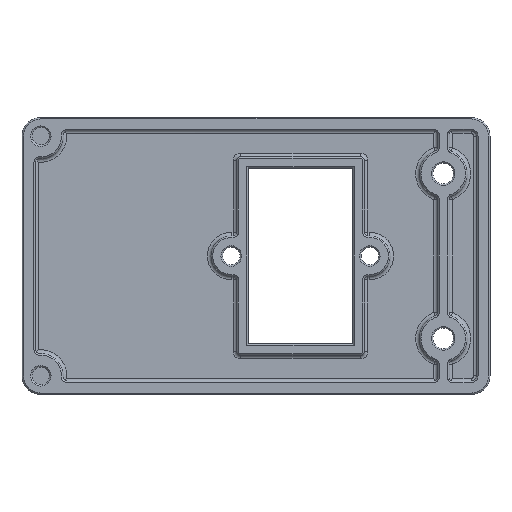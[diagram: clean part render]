
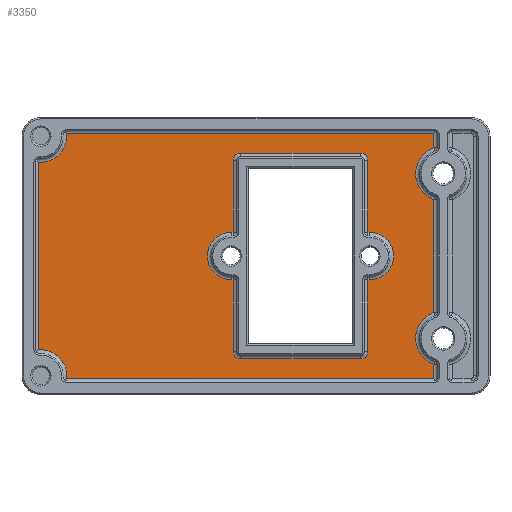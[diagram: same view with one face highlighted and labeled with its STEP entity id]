
A CAD part, front view. The second image highlights one B-rep face of the part: STEP entity #3350.
In plain terms, the highlighted planar face has unit normal (0, -1, 0).
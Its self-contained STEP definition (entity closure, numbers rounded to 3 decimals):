
#147=FACE_BOUND('',#535,.T.);
#186=PLANE('',#3656);
#307=FACE_OUTER_BOUND('',#534,.T.);
#534=EDGE_LOOP('',(#2570,#2571,#2572,#2573,#2574,#2575,#2576,#2577,#2578,
#2579));
#535=EDGE_LOOP('',(#2580,#2581,#2582,#2583,#2584,#2585,#2586,#2587,#2588,
#2589,#2590,#2591,#2592,#2593,#2594,#2595));
#776=LINE('',#5332,#1060);
#778=LINE('',#5352,#1062);
#780=LINE('',#5361,#1064);
#784=LINE('',#5380,#1068);
#788=LINE('',#5399,#1072);
#792=LINE('',#5405,#1076);
#794=LINE('',#5410,#1078);
#795=LINE('',#5416,#1079);
#796=LINE('',#5418,#1080);
#797=LINE('',#5420,#1081);
#800=LINE('',#5430,#1084);
#801=LINE('',#5434,#1085);
#802=LINE('',#5436,#1086);
#803=LINE('',#5440,#1087);
#804=LINE('',#5444,#1088);
#805=LINE('',#5446,#1089);
#1060=VECTOR('',#4221,10.);
#1062=VECTOR('',#4245,10.);
#1064=VECTOR('',#4257,10.);
#1068=VECTOR('',#4281,10.);
#1072=VECTOR('',#4305,10.);
#1076=VECTOR('',#4313,10.);
#1078=VECTOR('',#4319,10.);
#1079=VECTOR('',#4328,10.);
#1080=VECTOR('',#4331,10.);
#1081=VECTOR('',#4334,10.);
#1084=VECTOR('',#4347,30.176);
#1085=VECTOR('',#4350,3.783);
#1086=VECTOR('',#4351,98.085);
#1087=VECTOR('',#4354,50.17);
#1088=VECTOR('',#4357,98.085);
#1089=VECTOR('',#4358,3.783);
#1291=CIRCLE('',#3598,2.);
#1297=CIRCLE('',#3608,2.);
#1305=CIRCLE('',#3619,6.35);
#1309=CIRCLE('',#3627,2.);
#1315=CIRCLE('',#3637,2.);
#1321=CIRCLE('',#3648,6.35);
#1322=CIRCLE('',#3657,7.35);
#1323=CIRCLE('',#3658,6.95);
#1324=CIRCLE('',#3659,6.95);
#1325=CIRCLE('',#3660,7.35);
#1527=VERTEX_POINT('',#5320);
#1528=VERTEX_POINT('',#5321);
#1529=VERTEX_POINT('',#5326);
#1531=VERTEX_POINT('',#5336);
#1532=VERTEX_POINT('',#5337);
#1533=VERTEX_POINT('',#5342);
#1537=VERTEX_POINT('',#5350);
#1539=VERTEX_POINT('',#5356);
#1540=VERTEX_POINT('',#5367);
#1541=VERTEX_POINT('',#5371);
#1542=VERTEX_POINT('',#5372);
#1545=VERTEX_POINT('',#5386);
#1546=VERTEX_POINT('',#5390);
#1547=VERTEX_POINT('',#5391);
#1550=VERTEX_POINT('',#5408);
#1551=VERTEX_POINT('',#5412);
#1552=VERTEX_POINT('',#5428);
#1553=VERTEX_POINT('',#5429);
#1554=VERTEX_POINT('',#5431);
#1555=VERTEX_POINT('',#5433);
#1556=VERTEX_POINT('',#5435);
#1557=VERTEX_POINT('',#5437);
#1558=VERTEX_POINT('',#5439);
#1559=VERTEX_POINT('',#5441);
#1560=VERTEX_POINT('',#5443);
#1561=VERTEX_POINT('',#5445);
#1861=EDGE_CURVE('',#1527,#1528,#1291,.T.);
#1867=EDGE_CURVE('',#1529,#1527,#776,.T.);
#1869=EDGE_CURVE('',#1531,#1532,#1297,.T.);
#1876=EDGE_CURVE('',#1537,#1529,#778,.T.);
#1879=EDGE_CURVE('',#1539,#1537,#1305,.T.);
#1881=EDGE_CURVE('',#1533,#1539,#780,.T.);
#1887=EDGE_CURVE('',#1541,#1542,#1309,.T.);
#1891=EDGE_CURVE('',#1542,#1533,#784,.T.);
#1897=EDGE_CURVE('',#1546,#1547,#1315,.T.);
#1901=EDGE_CURVE('',#1547,#1541,#788,.T.);
#1905=EDGE_CURVE('',#1545,#1546,#792,.T.);
#1908=EDGE_CURVE('',#1550,#1545,#794,.T.);
#1910=EDGE_CURVE('',#1551,#1550,#1321,.T.);
#1911=EDGE_CURVE('',#1540,#1551,#795,.T.);
#1912=EDGE_CURVE('',#1532,#1540,#796,.T.);
#1913=EDGE_CURVE('',#1528,#1531,#797,.T.);
#1916=EDGE_CURVE('',#1552,#1553,#800,.T.);
#1917=EDGE_CURVE('',#1553,#1554,#1322,.T.);
#1918=EDGE_CURVE('',#1554,#1555,#801,.T.);
#1919=EDGE_CURVE('',#1555,#1556,#802,.T.);
#1920=EDGE_CURVE('',#1556,#1557,#1323,.T.);
#1921=EDGE_CURVE('',#1557,#1558,#803,.T.);
#1922=EDGE_CURVE('',#1558,#1559,#1324,.T.);
#1923=EDGE_CURVE('',#1559,#1560,#804,.T.);
#1924=EDGE_CURVE('',#1560,#1561,#805,.F.);
#1925=EDGE_CURVE('',#1561,#1552,#1325,.T.);
#2570=ORIENTED_EDGE('',*,*,#1916,.T.);
#2571=ORIENTED_EDGE('',*,*,#1917,.T.);
#2572=ORIENTED_EDGE('',*,*,#1918,.T.);
#2573=ORIENTED_EDGE('',*,*,#1919,.T.);
#2574=ORIENTED_EDGE('',*,*,#1920,.T.);
#2575=ORIENTED_EDGE('',*,*,#1921,.T.);
#2576=ORIENTED_EDGE('',*,*,#1922,.T.);
#2577=ORIENTED_EDGE('',*,*,#1923,.T.);
#2578=ORIENTED_EDGE('',*,*,#1924,.T.);
#2579=ORIENTED_EDGE('',*,*,#1925,.T.);
#2580=ORIENTED_EDGE('',*,*,#1897,.F.);
#2581=ORIENTED_EDGE('',*,*,#1905,.F.);
#2582=ORIENTED_EDGE('',*,*,#1908,.F.);
#2583=ORIENTED_EDGE('',*,*,#1910,.F.);
#2584=ORIENTED_EDGE('',*,*,#1911,.F.);
#2585=ORIENTED_EDGE('',*,*,#1912,.F.);
#2586=ORIENTED_EDGE('',*,*,#1869,.F.);
#2587=ORIENTED_EDGE('',*,*,#1913,.F.);
#2588=ORIENTED_EDGE('',*,*,#1861,.F.);
#2589=ORIENTED_EDGE('',*,*,#1867,.F.);
#2590=ORIENTED_EDGE('',*,*,#1876,.F.);
#2591=ORIENTED_EDGE('',*,*,#1879,.F.);
#2592=ORIENTED_EDGE('',*,*,#1881,.F.);
#2593=ORIENTED_EDGE('',*,*,#1891,.F.);
#2594=ORIENTED_EDGE('',*,*,#1887,.F.);
#2595=ORIENTED_EDGE('',*,*,#1901,.F.);
#3350=ADVANCED_FACE('',(#307,#147),#186,.F.);
#3598=AXIS2_PLACEMENT_3D('',#5322,#4205,#4206);
#3608=AXIS2_PLACEMENT_3D('',#5338,#4227,#4228);
#3619=AXIS2_PLACEMENT_3D('',#5358,#4251,#4252);
#3627=AXIS2_PLACEMENT_3D('',#5373,#4271,#4272);
#3637=AXIS2_PLACEMENT_3D('',#5392,#4295,#4296);
#3648=AXIS2_PLACEMENT_3D('',#5414,#4324,#4325);
#3656=AXIS2_PLACEMENT_3D('',#5427,#4345,#4346);
#3657=AXIS2_PLACEMENT_3D('',#5432,#4348,#4349);
#3658=AXIS2_PLACEMENT_3D('',#5438,#4352,#4353);
#3659=AXIS2_PLACEMENT_3D('',#5442,#4355,#4356);
#3660=AXIS2_PLACEMENT_3D('',#5447,#4359,#4360);
#4205=DIRECTION('center_axis',(0.,-1.,0.));
#4206=DIRECTION('ref_axis',(-0.707,0.,-0.707));
#4221=DIRECTION('',(0.,0.,-1.));
#4227=DIRECTION('center_axis',(0.,-1.,0.));
#4228=DIRECTION('ref_axis',(0.707,0.,-0.707));
#4245=DIRECTION('',(1.,0.,0.));
#4251=DIRECTION('center_axis',(0.,-1.,0.));
#4252=DIRECTION('ref_axis',(-1.,0.,0.));
#4257=DIRECTION('',(-1.,0.,0.));
#4271=DIRECTION('center_axis',(0.,-1.,0.));
#4272=DIRECTION('ref_axis',(-0.707,0.,0.707));
#4281=DIRECTION('',(0.,0.,-1.));
#4295=DIRECTION('center_axis',(0.,-1.,0.));
#4296=DIRECTION('ref_axis',(0.707,0.,0.707));
#4305=DIRECTION('',(-1.,0.,0.));
#4313=DIRECTION('',(0.,0.,1.));
#4319=DIRECTION('',(-1.,0.,0.));
#4324=DIRECTION('center_axis',(0.,-1.,0.));
#4325=DIRECTION('ref_axis',(1.,0.,0.));
#4328=DIRECTION('',(1.,0.,0.));
#4331=DIRECTION('',(0.,0.,1.));
#4334=DIRECTION('',(1.,0.,0.));
#4345=DIRECTION('center_axis',(0.,1.,0.));
#4346=DIRECTION('ref_axis',(0.,0.,1.));
#4347=DIRECTION('',(0.,0.,1.));
#4348=DIRECTION('center_axis',(0.,1.,0.));
#4349=DIRECTION('ref_axis',(0.,0.,1.));
#4350=DIRECTION('',(0.,0.,1.));
#4351=DIRECTION('',(-1.,0.,0.));
#4352=DIRECTION('center_axis',(0.,1.,0.));
#4353=DIRECTION('ref_axis',(0.,0.,1.));
#4354=DIRECTION('',(0.,0.,-1.));
#4355=DIRECTION('center_axis',(0.,1.,0.));
#4356=DIRECTION('ref_axis',(0.,0.,1.));
#4357=DIRECTION('',(1.,0.,0.));
#4358=DIRECTION('',(0.,0.,-1.));
#4359=DIRECTION('center_axis',(0.,1.,0.));
#4360=DIRECTION('ref_axis',(0.,0.,1.));
#5320=CARTESIAN_POINT('',(-6.1,4.4,-25.5));
#5321=CARTESIAN_POINT('',(-4.1,4.4,-27.5));
#5322=CARTESIAN_POINT('Origin',(-4.1,4.4,-25.5));
#5326=CARTESIAN_POINT('',(-6.1,4.4,-6.35));
#5332=CARTESIAN_POINT('',(-6.1,4.4,-2.675));
#5336=CARTESIAN_POINT('',(27.9,4.4,-27.5));
#5337=CARTESIAN_POINT('',(29.9,4.4,-25.5));
#5338=CARTESIAN_POINT('Origin',(27.9,4.4,-25.5));
#5342=CARTESIAN_POINT('',(-6.1,4.4,6.35));
#5350=CARTESIAN_POINT('',(-6.6,4.4,-6.35));
#5352=CARTESIAN_POINT('',(-3.3,4.4,-6.35));
#5356=CARTESIAN_POINT('',(-6.6,4.4,6.35));
#5358=CARTESIAN_POINT('Origin',(-6.6,4.4,0.));
#5361=CARTESIAN_POINT('',(-2.55,4.4,6.35));
#5367=CARTESIAN_POINT('',(29.9,4.4,-6.35));
#5371=CARTESIAN_POINT('',(-4.1,4.4,27.5));
#5372=CARTESIAN_POINT('',(-6.1,4.4,25.5));
#5373=CARTESIAN_POINT('Origin',(-4.1,4.4,25.5));
#5380=CARTESIAN_POINT('',(-6.1,4.4,13.25));
#5386=CARTESIAN_POINT('',(29.9,4.4,6.35));
#5390=CARTESIAN_POINT('',(29.9,4.4,25.5));
#5391=CARTESIAN_POINT('',(27.9,4.4,27.5));
#5392=CARTESIAN_POINT('Origin',(27.9,4.4,25.5));
#5399=CARTESIAN_POINT('',(14.45,4.4,27.5));
#5405=CARTESIAN_POINT('',(29.9,4.4,2.675));
#5408=CARTESIAN_POINT('',(30.4,4.4,6.35));
#5410=CARTESIAN_POINT('',(15.2,4.4,6.35));
#5412=CARTESIAN_POINT('',(30.4,4.4,-6.35));
#5414=CARTESIAN_POINT('Origin',(30.4,4.4,0.));
#5416=CARTESIAN_POINT('',(14.45,4.4,-6.35));
#5418=CARTESIAN_POINT('',(29.9,4.4,-13.25));
#5420=CARTESIAN_POINT('',(-2.55,4.4,-27.5));
#5427=CARTESIAN_POINT('Origin',(0.,4.4,0.));
#5428=CARTESIAN_POINT('',(47.5,4.4,-15.088));
#5429=CARTESIAN_POINT('',(47.5,4.4,15.088));
#5430=CARTESIAN_POINT('',(47.5,4.4,-15.088));
#5431=CARTESIAN_POINT('',(47.5,4.4,28.912));
#5432=CARTESIAN_POINT('Origin',(50.,4.4,22.));
#5433=CARTESIAN_POINT('',(47.5,4.4,32.695));
#5434=CARTESIAN_POINT('',(47.5,4.4,28.912));
#5435=CARTESIAN_POINT('',(-50.585,4.4,32.695));
#5436=CARTESIAN_POINT('',(47.5,4.4,32.695));
#5437=CARTESIAN_POINT('',(-58.195,4.4,25.085));
#5438=CARTESIAN_POINT('Origin',(-57.5,4.4,32.));
#5439=CARTESIAN_POINT('',(-58.195,4.4,-25.085));
#5440=CARTESIAN_POINT('',(-58.195,4.4,25.085));
#5441=CARTESIAN_POINT('',(-50.585,4.4,-32.695));
#5442=CARTESIAN_POINT('Origin',(-57.5,4.4,-32.));
#5443=CARTESIAN_POINT('',(47.5,4.4,-32.695));
#5444=CARTESIAN_POINT('',(-50.585,4.4,-32.695));
#5445=CARTESIAN_POINT('',(47.5,4.4,-28.912));
#5446=CARTESIAN_POINT('',(47.5,4.4,-28.912));
#5447=CARTESIAN_POINT('Origin',(50.,4.4,-22.));
